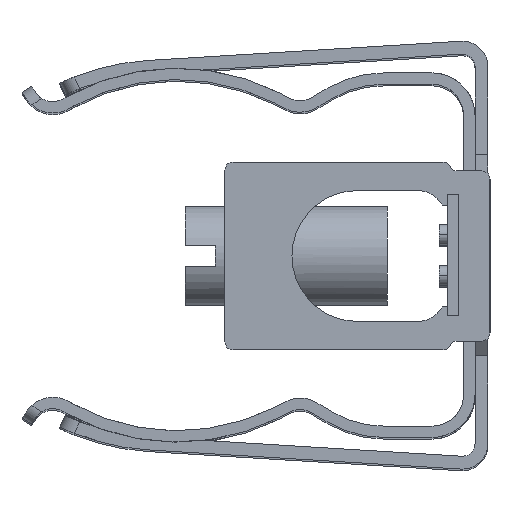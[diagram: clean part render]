
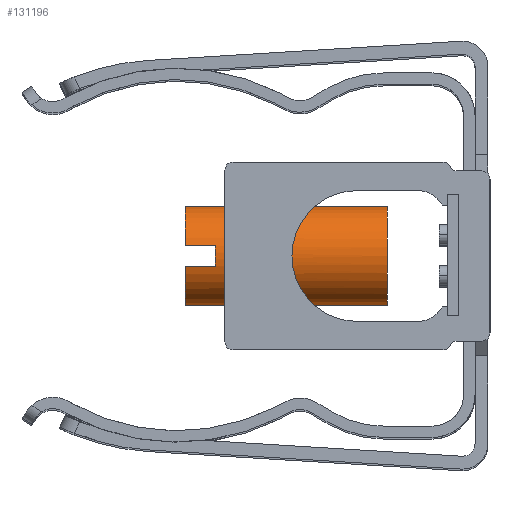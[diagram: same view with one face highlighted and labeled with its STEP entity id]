
A CAD part, left-side view. The second image highlights one B-rep face of the part: STEP entity #131196.
In plain terms, the highlighted cylindrical face has radius 3.105 mm (diameter 6.21 mm), a partial arc.
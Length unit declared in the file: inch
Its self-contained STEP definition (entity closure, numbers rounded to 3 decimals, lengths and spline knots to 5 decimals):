
#5320 = VERTEX_POINT ( 'NONE', #86804 ) ;
#7120 = VECTOR ( 'NONE', #71792, 39.37008 ) ;
#7684 = DIRECTION ( 'NONE',  ( 0., 0., -1. ) ) ;
#14880 = EDGE_CURVE ( 'NONE', #121680, #117562, #35586, .T. ) ;
#15605 = CARTESIAN_POINT ( 'NONE',  ( -1.51362, 0.86978, 0.12224 ) ) ;
#16532 = AXIS2_PLACEMENT_3D ( 'NONE', #33189, #118105, #45455 ) ;
#19781 = LINE ( 'NONE', #15605, #52198 ) ;
#20137 = VERTEX_POINT ( 'NONE', #63213 ) ;
#22965 = DIRECTION ( 'NONE',  ( 0., 1., 0. ) ) ;
#23310 = CARTESIAN_POINT ( 'NONE',  ( -1.51362, 0.86978, -0.12224 ) ) ;
#29041 = EDGE_CURVE ( 'NONE', #121680, #30017, #144767, .T. ) ;
#29548 = DIRECTION ( 'NONE',  ( 0., -1., 0. ) ) ;
#30017 = VERTEX_POINT ( 'NONE', #80763 ) ;
#31584 = CARTESIAN_POINT ( 'NONE',  ( -1.51362, 0.86978, 0. ) ) ;
#33189 = CARTESIAN_POINT ( 'NONE',  ( -1.51362, 0.86978, 0. ) ) ;
#35586 = LINE ( 'NONE', #23310, #7120 ) ;
#36050 = EDGE_CURVE ( 'NONE', #90868, #20137, #45946, .T. ) ;
#36125 = VERTEX_POINT ( 'NONE', #77364 ) ;
#36617 = VECTOR ( 'NONE', #22965, 39.37008 ) ;
#45455 = DIRECTION ( 'NONE',  ( 0., 0., -1. ) ) ;
#45946 = LINE ( 'NONE', #87965, #106665 ) ;
#46930 = CARTESIAN_POINT ( 'NONE',  ( -1.51362, 1.36978, 0. ) ) ;
#48723 = ORIENTED_EDGE ( 'NONE', *, *, #29041, .T. ) ;
#50068 = AXIS2_PLACEMENT_3D ( 'NONE', #72538, #157131, #84652 ) ;
#50451 = CARTESIAN_POINT ( 'NONE',  ( -1.51362, 0.86978, -0.12224 ) ) ;
#52198 = VECTOR ( 'NONE', #88412, 39.37008 ) ;
#56160 = EDGE_CURVE ( 'NONE', #112083, #117562, #107064, .T. ) ;
#58217 = CYLINDRICAL_SURFACE ( 'NONE', #100103, 0.12224 ) ;
#59219 = DIRECTION ( 'NONE',  ( 0., 0., -1. ) ) ;
#62302 = ORIENTED_EDGE ( 'NONE', *, *, #131331, .T. ) ;
#63049 = AXIS2_PLACEMENT_3D ( 'NONE', #102292, #29548, #114436 ) ;
#63213 = CARTESIAN_POINT ( 'NONE',  ( -1.63315, 1.29498, 0.02559 ) ) ;
#63230 = ORIENTED_EDGE ( 'NONE', *, *, #97239, .T. ) ;
#64294 = ORIENTED_EDGE ( 'NONE', *, *, #14880, .F. ) ;
#67784 = DIRECTION ( 'NONE',  ( 0., 1., 0. ) ) ;
#71172 = ORIENTED_EDGE ( 'NONE', *, *, #136218, .T. ) ;
#71792 = DIRECTION ( 'NONE',  ( 0., 1., 0. ) ) ;
#72538 = CARTESIAN_POINT ( 'NONE',  ( -1.51362, 1.36978, 0. ) ) ;
#73390 = CIRCLE ( 'NONE', #80873, 0.12224 ) ;
#77364 = CARTESIAN_POINT ( 'NONE',  ( -1.63315, 1.29498, -0.02559 ) ) ;
#77866 = CIRCLE ( 'NONE', #63049, 0.12224 ) ;
#78271 = EDGE_LOOP ( 'NONE', ( #48723, #89091, #62302, #128680, #71172, #63230, #133973, #64294 ) ) ;
#80763 = CARTESIAN_POINT ( 'NONE',  ( -1.51362, 0.86978, 0.12224 ) ) ;
#80873 = AXIS2_PLACEMENT_3D ( 'NONE', #46930, #131786, #59219 ) ;
#84652 = DIRECTION ( 'NONE',  ( 0., 0., -1. ) ) ;
#86577 = EDGE_CURVE ( 'NONE', #30017, #5320, #19781, .T. ) ;
#86804 = CARTESIAN_POINT ( 'NONE',  ( -1.51362, 1.36978, 0.12224 ) ) ;
#87965 = CARTESIAN_POINT ( 'NONE',  ( -1.63315, 1.29498, 0.02559 ) ) ;
#88412 = DIRECTION ( 'NONE',  ( 0., 1., 0. ) ) ;
#89091 = ORIENTED_EDGE ( 'NONE', *, *, #86577, .T. ) ;
#90868 = VERTEX_POINT ( 'NONE', #102932 ) ;
#97239 = EDGE_CURVE ( 'NONE', #36125, #112083, #101246, .T. ) ;
#100103 = AXIS2_PLACEMENT_3D ( 'NONE', #31584, #67784, #7684 ) ;
#100124 = DIRECTION ( 'NONE',  ( 0., -1., 0. ) ) ;
#101246 = LINE ( 'NONE', #131217, #36617 ) ;
#102292 = CARTESIAN_POINT ( 'NONE',  ( -1.51362, 1.29498, 0. ) ) ;
#102932 = CARTESIAN_POINT ( 'NONE',  ( -1.63315, 1.36978, 0.02559 ) ) ;
#103933 = CARTESIAN_POINT ( 'NONE',  ( -1.51362, 1.36978, -0.12224 ) ) ;
#106665 = VECTOR ( 'NONE', #100124, 39.37008 ) ;
#107064 = CIRCLE ( 'NONE', #50068, 0.12224 ) ;
#110022 = CARTESIAN_POINT ( 'NONE',  ( -1.63315, 1.36978, -0.02559 ) ) ;
#112083 = VERTEX_POINT ( 'NONE', #110022 ) ;
#114436 = DIRECTION ( 'NONE',  ( 0., 0., -1. ) ) ;
#117562 = VERTEX_POINT ( 'NONE', #103933 ) ;
#118105 = DIRECTION ( 'NONE',  ( 0., 1., 0. ) ) ;
#121680 = VERTEX_POINT ( 'NONE', #50451 ) ;
#128680 = ORIENTED_EDGE ( 'NONE', *, *, #36050, .T. ) ;
#131196 = ADVANCED_FACE ( 'NONE', ( #137858 ), #58217, .T. ) ;
#131217 = CARTESIAN_POINT ( 'NONE',  ( -1.63315, 1.29498, -0.02559 ) ) ;
#131331 = EDGE_CURVE ( 'NONE', #5320, #90868, #73390, .T. ) ;
#131786 = DIRECTION ( 'NONE',  ( 0., -1., 0. ) ) ;
#133973 = ORIENTED_EDGE ( 'NONE', *, *, #56160, .T. ) ;
#136218 = EDGE_CURVE ( 'NONE', #20137, #36125, #77866, .T. ) ;
#137858 = FACE_OUTER_BOUND ( 'NONE', #78271, .T. ) ;
#144767 = CIRCLE ( 'NONE', #16532, 0.12224 ) ;
#157131 = DIRECTION ( 'NONE',  ( 0., -1., 0. ) ) ;
